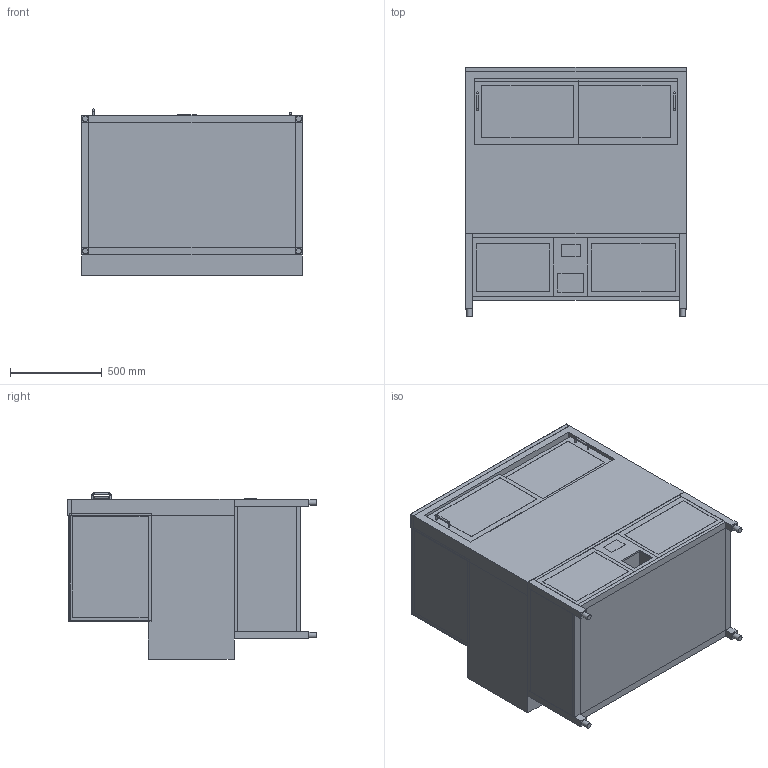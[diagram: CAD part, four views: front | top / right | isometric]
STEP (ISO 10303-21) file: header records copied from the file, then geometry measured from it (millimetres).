
FILE_DESCRIPTION(/* description */ ('vereinfachtes Modell'),/* implementation_level */ '2;1');
FILE_NAME(/* name */ '3D-AKE-00068331.stp',/* time_stamp */ '2025-01-08T13:11:16+01:00',/* author */ ('marina.schachner'),/* organization */ (''),/* preprocessor_version */ 'ST-DEVELOPER v20',/* originating_system */ 'Autodesk Inventor 2024',/* authorisation */ '');
FILE_SCHEMA (('AUTOMOTIVE_DESIGN { 1 0 10303 214 3 1 1 }'));
Length unit declared in the file: millimetre
Products named in the file (1): 3D-AKE-00068331
Bounding box: 1200 x 1357 x 903 mm (x, y, z)
Volume: 209861866.8 mm3; surface area: 23647855.4 mm2
Topology: 62 solids, 62 shells, 556 faces, 1278 edges, 848 vertices
Faces by surface type: plane 496, cylinder 52, torus 8
Full cylindrical faces by diameter (mm): 8 x12, 30 x4
Entity records: 15502 total; most frequent: CARTESIAN_POINT 2683, ORIENTED_EDGE 2556, DIRECTION 2512, EDGE_CURVE 1278, LINE 1158, VECTOR 1158, VERTEX_POINT 848, AXIS2_PLACEMENT_3D 677
